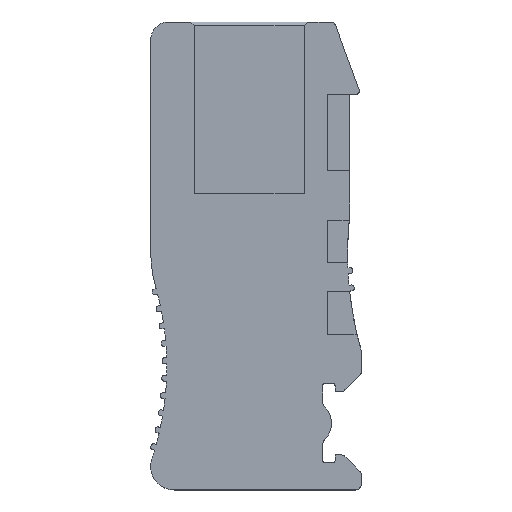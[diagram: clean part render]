
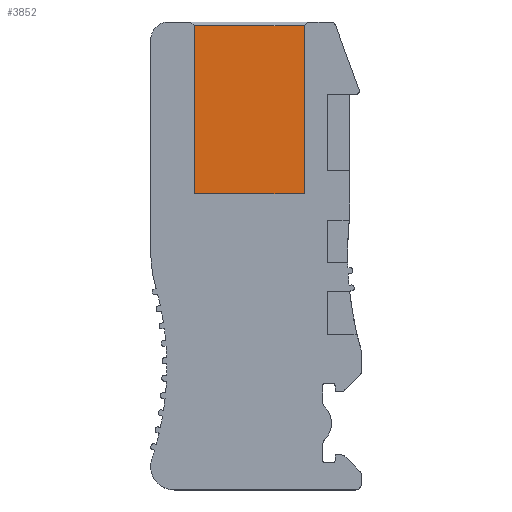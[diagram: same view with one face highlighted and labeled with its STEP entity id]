
A CAD part, top view. The second image highlights one B-rep face of the part: STEP entity #3852.
In plain terms, the highlighted face is planar.
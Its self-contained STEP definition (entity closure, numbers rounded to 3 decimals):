
#79 = VERTEX_POINT ( 'NONE', #3665 ) ;
#153 = LINE ( 'NONE', #176, #328 ) ;
#176 = CARTESIAN_POINT ( 'NONE',  ( 0.65, -4.7, 14.7 ) ) ;
#328 = VECTOR ( 'NONE', #4379, 1000. ) ;
#552 = CARTESIAN_POINT ( 'NONE',  ( 0.65, 4.7, 0.3 ) ) ;
#617 = VERTEX_POINT ( 'NONE', #552 ) ;
#1094 = PLANE ( 'NONE',  #3074 ) ;
#1163 = CARTESIAN_POINT ( 'NONE',  ( 0.65, -4.7, 0.3 ) ) ;
#1179 = FACE_OUTER_BOUND ( 'NONE', #2680, .T. ) ;
#1276 = LINE ( 'NONE', #1655, #4885 ) ;
#1277 = EDGE_CURVE ( 'NONE', #1915, #617, #2372, .T. ) ;
#1382 = ORIENTED_EDGE ( 'NONE', *, *, #4411, .T. ) ;
#1501 = ORIENTED_EDGE ( 'NONE', *, *, #1277, .F. ) ;
#1577 = CARTESIAN_POINT ( 'NONE',  ( 0.65, 4.7, 14.7 ) ) ;
#1655 = CARTESIAN_POINT ( 'NONE',  ( 0.65, 4.7, 14.7 ) ) ;
#1915 = VERTEX_POINT ( 'NONE', #4713 ) ;
#1930 = CARTESIAN_POINT ( 'NONE',  ( 0.65, 4.7, 14.7 ) ) ;
#1958 = DIRECTION ( 'NONE',  ( 0., -1., 0. ) ) ;
#2000 = LINE ( 'NONE', #2825, #2664 ) ;
#2329 = EDGE_CURVE ( 'NONE', #79, #1915, #1276, .T. ) ;
#2372 = LINE ( 'NONE', #1577, #4278 ) ;
#2463 = EDGE_CURVE ( 'NONE', #79, #3357, #153, .T. ) ;
#2512 = DIRECTION ( 'NONE',  ( 0., 1., 0. ) ) ;
#2532 = DIRECTION ( 'NONE',  ( 0., 1., 0. ) ) ;
#2664 = VECTOR ( 'NONE', #2512, 1000. ) ;
#2680 = EDGE_LOOP ( 'NONE', ( #3910, #1382, #1501, #4565 ) ) ;
#2733 = DIRECTION ( 'NONE',  ( -1., 0., 0. ) ) ;
#2825 = CARTESIAN_POINT ( 'NONE',  ( 0.65, 4.7, 0.3 ) ) ;
#3074 = AXIS2_PLACEMENT_3D ( 'NONE', #1930, #2733, #1958 ) ;
#3357 = VERTEX_POINT ( 'NONE', #1163 ) ;
#3665 = CARTESIAN_POINT ( 'NONE',  ( 0.65, -4.7, 14.7 ) ) ;
#3852 = ADVANCED_FACE ( 'NONE', ( #1179 ), #1094, .F. ) ;
#3910 = ORIENTED_EDGE ( 'NONE', *, *, #2463, .T. ) ;
#4065 = DIRECTION ( 'NONE',  ( 0., 0., -1. ) ) ;
#4278 = VECTOR ( 'NONE', #4065, 1000. ) ;
#4379 = DIRECTION ( 'NONE',  ( 0., 0., -1. ) ) ;
#4411 = EDGE_CURVE ( 'NONE', #3357, #617, #2000, .T. ) ;
#4565 = ORIENTED_EDGE ( 'NONE', *, *, #2329, .F. ) ;
#4713 = CARTESIAN_POINT ( 'NONE',  ( 0.65, 4.7, 14.7 ) ) ;
#4885 = VECTOR ( 'NONE', #2532, 1000. ) ;
